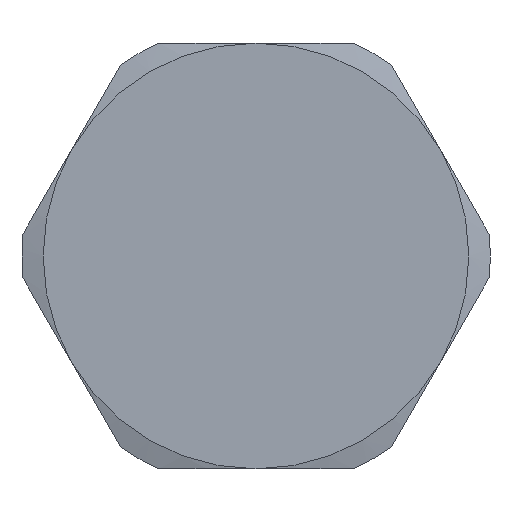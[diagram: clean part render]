
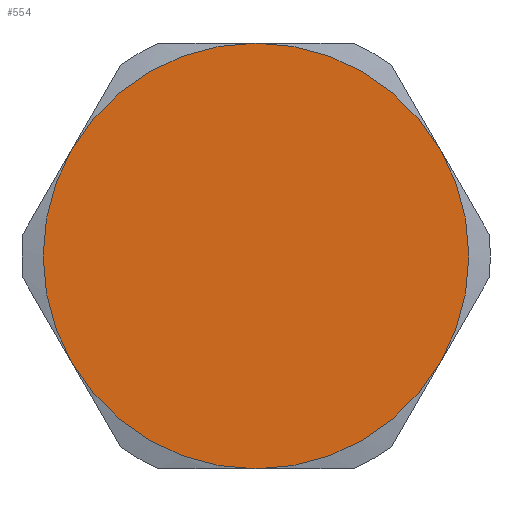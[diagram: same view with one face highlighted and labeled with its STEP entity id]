
A CAD part, left-side view. The second image highlights one B-rep face of the part: STEP entity #554.
In plain terms, the highlighted planar face has unit normal (-1, 0, 0).
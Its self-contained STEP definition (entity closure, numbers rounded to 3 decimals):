
#39 = CARTESIAN_POINT ( 'NONE',  ( 0., 0., 0. ) ) ;
#48 = EDGE_CURVE ( 'NONE', #712, #148, #1186, .T. ) ;
#62 = DIRECTION ( 'NONE',  ( 1., 0., 0. ) ) ;
#86 = DIRECTION ( 'NONE',  ( 0., 0., -1. ) ) ;
#98 = DIRECTION ( 'NONE',  ( 1., 0., 0. ) ) ;
#105 = DIRECTION ( 'NONE',  ( 0., 0., 1. ) ) ;
#144 = DIRECTION ( 'NONE',  ( 1., 0., 0. ) ) ;
#146 = DIRECTION ( 'NONE',  ( 0., 0., -1. ) ) ;
#148 = VERTEX_POINT ( 'NONE', #1012 ) ;
#152 = CARTESIAN_POINT ( 'NONE',  ( 0., 0., -23. ) ) ;
#178 = FACE_OUTER_BOUND ( 'NONE', #330, .T. ) ;
#210 = VERTEX_POINT ( 'NONE', #1116 ) ;
#234 = CIRCLE ( 'NONE', #702, 23. ) ;
#330 = EDGE_LOOP ( 'NONE', ( #1158, #530, #800, #631, #1176, #1197 ) ) ;
#337 = EDGE_CURVE ( 'NONE', #210, #148, #912, .T. ) ;
#362 = CARTESIAN_POINT ( 'NONE',  ( 0., 0., 0. ) ) ;
#475 = DIRECTION ( 'NONE',  ( 0., 0., -1. ) ) ;
#487 = AXIS2_PLACEMENT_3D ( 'NONE', #682, #62, #782 ) ;
#495 = CIRCLE ( 'NONE', #996, 23. ) ;
#524 = CIRCLE ( 'NONE', #487, 23. ) ;
#530 = ORIENTED_EDGE ( 'NONE', *, *, #566, .F. ) ;
#554 = ADVANCED_FACE ( 'NONE', ( #178 ), #1240, .F. ) ;
#566 = EDGE_CURVE ( 'NONE', #946, #601, #931, .T. ) ;
#579 = VERTEX_POINT ( 'NONE', #660 ) ;
#601 = VERTEX_POINT ( 'NONE', #152 ) ;
#602 = EDGE_CURVE ( 'NONE', #601, #210, #495, .T. ) ;
#631 = ORIENTED_EDGE ( 'NONE', *, *, #1096, .F. ) ;
#660 = CARTESIAN_POINT ( 'NONE',  ( 0., -19.919, 11.5 ) ) ;
#682 = CARTESIAN_POINT ( 'NONE',  ( 0., 0., 0. ) ) ;
#702 = AXIS2_PLACEMENT_3D ( 'NONE', #715, #98, #817 ) ;
#708 = DIRECTION ( 'NONE',  ( 1., 0., 0. ) ) ;
#712 = VERTEX_POINT ( 'NONE', #796 ) ;
#715 = CARTESIAN_POINT ( 'NONE',  ( 0., 0., 0. ) ) ;
#716 = CARTESIAN_POINT ( 'NONE',  ( 0., 0., 0. ) ) ;
#734 = AXIS2_PLACEMENT_3D ( 'NONE', #1053, #144, #858 ) ;
#759 = AXIS2_PLACEMENT_3D ( 'NONE', #1290, #708, #86 ) ;
#762 = DIRECTION ( 'NONE',  ( 1., 0., 0. ) ) ;
#782 = DIRECTION ( 'NONE',  ( 0., 0., -1. ) ) ;
#796 = CARTESIAN_POINT ( 'NONE',  ( 0., 0., 23. ) ) ;
#797 = AXIS2_PLACEMENT_3D ( 'NONE', #39, #762, #146 ) ;
#800 = ORIENTED_EDGE ( 'NONE', *, *, #835, .F. ) ;
#817 = DIRECTION ( 'NONE',  ( 0., 0., -1. ) ) ;
#833 = CARTESIAN_POINT ( 'NONE',  ( 0., -19.919, -11.5 ) ) ;
#835 = EDGE_CURVE ( 'NONE', #579, #946, #234, .T. ) ;
#858 = DIRECTION ( 'NONE',  ( 0., 0., -1. ) ) ;
#912 = CIRCLE ( 'NONE', #759, 23. ) ;
#931 = CIRCLE ( 'NONE', #797, 23. ) ;
#946 = VERTEX_POINT ( 'NONE', #833 ) ;
#983 = AXIS2_PLACEMENT_3D ( 'NONE', #716, #1030, #105 ) ;
#996 = AXIS2_PLACEMENT_3D ( 'NONE', #362, #1064, #475 ) ;
#1012 = CARTESIAN_POINT ( 'NONE',  ( 0., 19.919, 11.5 ) ) ;
#1030 = DIRECTION ( 'NONE',  ( -1., 0., 0. ) ) ;
#1053 = CARTESIAN_POINT ( 'NONE',  ( 0., 0., 0. ) ) ;
#1064 = DIRECTION ( 'NONE',  ( 1., 0., 0. ) ) ;
#1096 = EDGE_CURVE ( 'NONE', #712, #579, #524, .T. ) ;
#1116 = CARTESIAN_POINT ( 'NONE',  ( 0., 19.919, -11.5 ) ) ;
#1158 = ORIENTED_EDGE ( 'NONE', *, *, #602, .F. ) ;
#1176 = ORIENTED_EDGE ( 'NONE', *, *, #48, .T. ) ;
#1186 = CIRCLE ( 'NONE', #983, 23. ) ;
#1197 = ORIENTED_EDGE ( 'NONE', *, *, #337, .F. ) ;
#1240 = PLANE ( 'NONE',  #734 ) ;
#1290 = CARTESIAN_POINT ( 'NONE',  ( 0., 0., 0. ) ) ;
